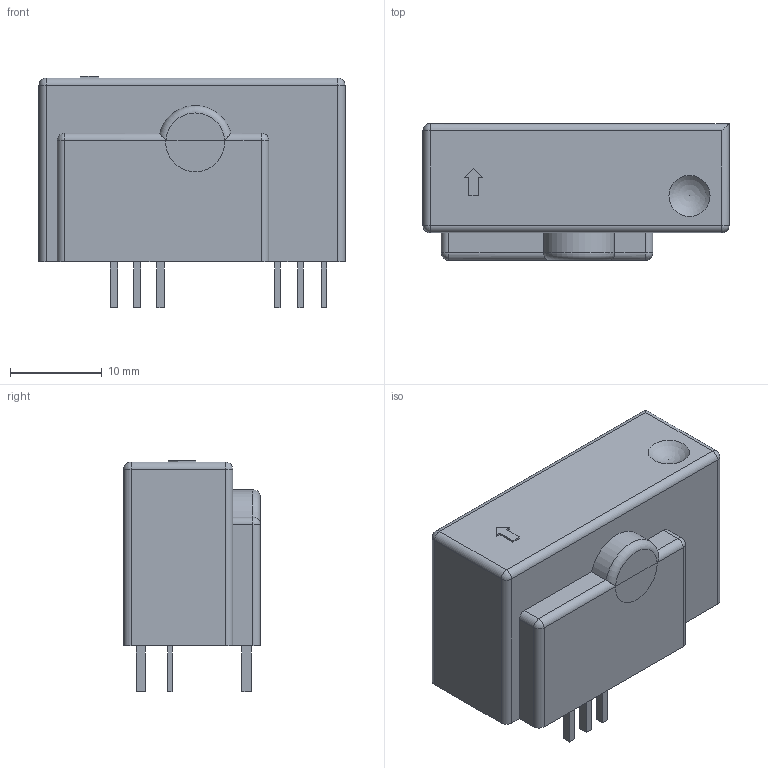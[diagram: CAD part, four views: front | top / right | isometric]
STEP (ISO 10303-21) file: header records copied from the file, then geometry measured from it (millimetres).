
FILE_DESCRIPTION(('FreeCAD Model'),'2;1');
FILE_NAME( 'CTlah25.step', '2015-07-15T14:49:02',('Author'),(''), 'Open CASCADE STEP processor 6.8','FreeCAD','Unknown');
FILE_SCHEMA(('AUTOMOTIVE_DESIGN_CC2 { 1 2 10303 214 -1 1 5 4 }'));
Length unit declared in the file: millimetre
Products named in the file (1): Fusion003
Bounding box: 33.3 x 14.87 x 25.2 mm (x, y, z)
Volume: 8915.4 mm3; surface area: 2900.6 mm2
Topology: 1 solids, 1 shells, 88 faces, 210 edges, 129 vertices
Faces by surface type: plane 67, cylinder 14, sphere 6, torus 1
Entity records: 6308 total; most frequent: CARTESIAN_POINT 1514, DIRECTION 769, LINE 522, VECTOR 522, ORIENTED_EDGE 408, PCURVE 408, DEFINITIONAL_REPRESENTATION 408, EDGE_CURVE 204
